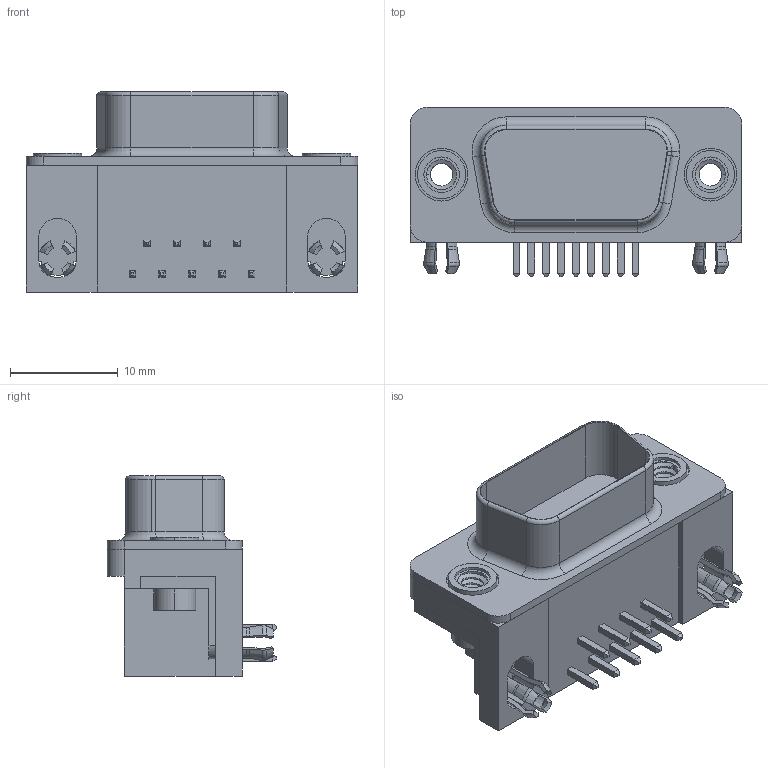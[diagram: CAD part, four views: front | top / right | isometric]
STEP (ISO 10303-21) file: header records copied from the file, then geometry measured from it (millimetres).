
FILE_DESCRIPTION (( 'STEP AP214' ), '1' );
FILE_NAME ('L717SDE09PA4CH4R.STEP', '2022-07-26T14:19:21', ( '' ), ( '' ), 'SwSTEP 2.0', 'SolidWorks 2017', '' );
FILE_SCHEMA (( 'AUTOMOTIVE_DESIGN' ));
Length unit declared in the file: millimetre
Products named in the file (2): l717sdxxxpa4ch4r-body_09; L717SDE09PA4CH4R
Assembly tree (1 placements, depth 2):
  L717SDE09PA4CH4R
    l717sdxxxpa4ch4r-body_09
Bounding box: 30.81 x 15.75 x 18.6 mm (x, y, z)
Volume: 3488.7 mm3; surface area: 3867.1 mm2
Topology: 14 solids, 14 shells, 399 faces, 1001 edges, 646 vertices
Faces by surface type: plane 192, cylinder 119, torus 42, cone 40, bspline 6
Entity records: 14332 total; most frequent: CARTESIAN_POINT 4574, DIRECTION 2007, ORIENTED_EDGE 2002, EDGE_CURVE 1001, AXIS2_PLACEMENT_3D 707, VERTEX_POINT 646, LINE 593, VECTOR 593
